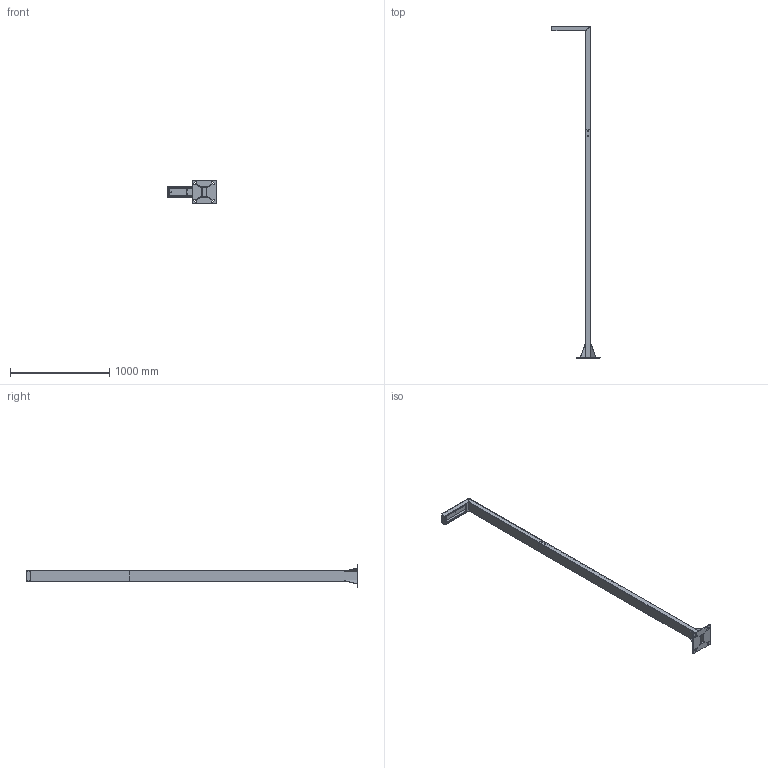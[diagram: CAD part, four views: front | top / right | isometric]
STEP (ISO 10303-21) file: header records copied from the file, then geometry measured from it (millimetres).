
FILE_DESCRIPTION (( 'STEP AP203' ), '1' );
FILE_NAME ('ASKER POLE_3m.STEP', '2024-02-06T07:57:33', ( '' ), ( '' ), 'SwSTEP 2.0', 'SolidWorks 2022', '' );
FILE_SCHEMA (( 'CONFIG_CONTROL_DESIGN' ));
Length unit declared in the file: millimetre
Products named in the file (13): M203_Żebro_rs_M203B_rs; M97W2S Słup S_Segment górny spaw_rs_W4; M97W2S Słup S_Segment górny_rs_M203D_rs; M97W2 Słup_KSZT110x50x6x450_rs_390 obrobka_pw; M97W2_Zaślepka_rs_Cube zasl_w2; M97W2S Słup S_Segment dolny_rs_M203C_rs; ASKER POLE_3m; M97W2 Słup_Góra 450 spaw_rs_392w2_pw; Blacha podstawy_M203B_rs; Wkręt walc imb_M6x_rs_M6 x 12; M97W2_KSZT110x50x2_rs_M203C_dół_rs; TUL M6_rs; M97W2_KSZT110x50x2_rs_1110_SG_W2
Assembly tree (21 placements, depth 5):
  ASKER POLE_3m
    M97W2S Słup S_Segment dolny_rs_M203C_rs
      Blacha podstawy_M203B_rs
      M97W2_KSZT110x50x2_rs_M203C_dół_rs
      M203_Żebro_rs_M203B_rs  x4
    M97W2S Słup S_Segment górny_rs_M203D_rs
      M97W2S Słup S_Segment górny spaw_rs_W4
        M97W2 Słup_Góra 450 spaw_rs_392w2_pw
          M97W2 Słup_KSZT110x50x6x450_rs_390 obrobka_pw
          M97W2_Zaślepka_rs_Cube zasl_w2
        M97W2_KSZT110x50x2_rs_1110_SG_W2
      TUL M6_rs  x4
    Wkręt walc imb_M6x_rs_M6 x 12  x4
Bounding box: 485 x 3347 x 240 mm (x, y, z)
Volume: 6302004.6 mm3; surface area: 2334467.3 mm2
Topology: 17 solids, 17 shells, 437 faces, 1082 edges, 679 vertices
Faces by surface type: plane 227, cylinder 133, cone 61, torus 8, sphere 8
Entity records: 9523 total; most frequent: DIRECTION 1408, CARTESIAN_POINT 1408, ORIENTED_EDGE 1300, EDGE_CURVE 650, AXIS2_PLACEMENT_3D 490, VECTOR 428, LINE 428, VERTEX_POINT 424
